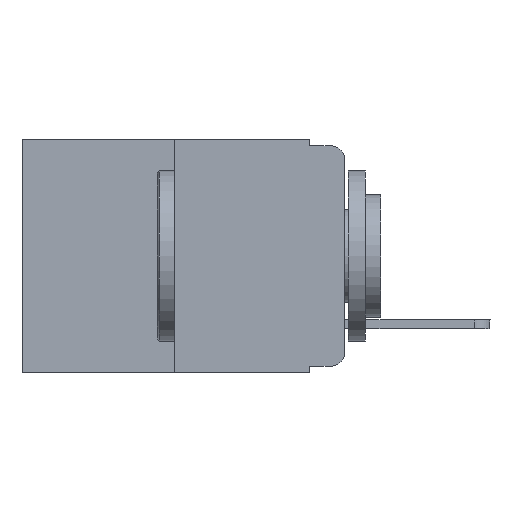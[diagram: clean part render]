
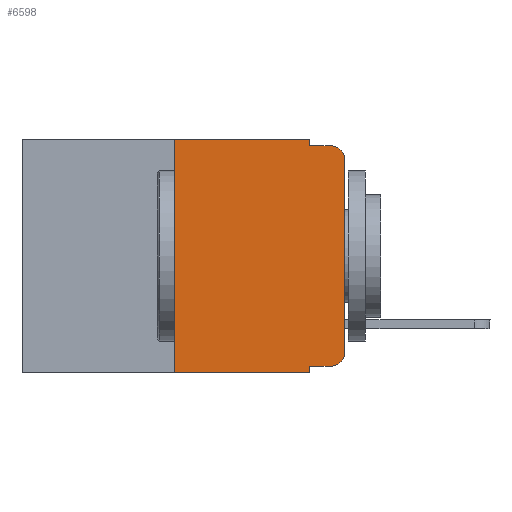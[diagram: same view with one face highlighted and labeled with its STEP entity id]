
A CAD part, left-side view. The second image highlights one B-rep face of the part: STEP entity #6598.
In plain terms, the highlighted planar face has unit normal (-1, 0, 0).
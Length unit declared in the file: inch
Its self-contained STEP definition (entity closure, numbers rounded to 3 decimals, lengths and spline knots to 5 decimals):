
#294 = EDGE_CURVE ( 'NONE', #724, #8306, #8561, .T. ) ;
#477 = CARTESIAN_POINT ( 'NONE',  ( 0., 0.051, 0. ) ) ;
#643 = EDGE_CURVE ( 'NONE', #961, #1796, #13844, .T. ) ;
#695 = DIRECTION ( 'NONE',  ( 0., 0., 1. ) ) ;
#724 = VERTEX_POINT ( 'NONE', #13538 ) ;
#961 = VERTEX_POINT ( 'NONE', #12273 ) ;
#998 = CARTESIAN_POINT ( 'NONE',  ( 0., 0.051, -0.343 ) ) ;
#1094 = VERTEX_POINT ( 'NONE', #9723 ) ;
#1253 = CIRCLE ( 'NONE', #12978, 0.02 ) ;
#1462 = VECTOR ( 'NONE', #10318, 39.37008 ) ;
#1561 = VERTEX_POINT ( 'NONE', #13133 ) ;
#1589 = EDGE_CURVE ( 'NONE', #3767, #1561, #8888, .T. ) ;
#1762 = EDGE_CURVE ( 'NONE', #961, #14862, #9796, .T. ) ;
#1796 = VERTEX_POINT ( 'NONE', #998 ) ;
#1854 = VECTOR ( 'NONE', #10836, 39.37008 ) ;
#2413 = CIRCLE ( 'NONE', #4141, 0.02 ) ;
#2549 = CARTESIAN_POINT ( 'NONE',  ( 0., 0.02, -0.03 ) ) ;
#2594 = VECTOR ( 'NONE', #695, 39.37008 ) ;
#3684 = DIRECTION ( 'NONE',  ( 0., 0., -1. ) ) ;
#3767 = VERTEX_POINT ( 'NONE', #5500 ) ;
#3881 = EDGE_CURVE ( 'NONE', #1561, #1094, #9047, .T. ) ;
#3940 = VERTEX_POINT ( 'NONE', #11791 ) ;
#4029 = AXIS2_PLACEMENT_3D ( 'NONE', #8209, #13837, #12680 ) ;
#4141 = AXIS2_PLACEMENT_3D ( 'NONE', #2549, #10652, #3684 ) ;
#4183 = CARTESIAN_POINT ( 'NONE',  ( 0., 0.25, 0. ) ) ;
#4344 = LINE ( 'NONE', #5619, #10523 ) ;
#4515 = ORIENTED_EDGE ( 'NONE', *, *, #294, .F. ) ;
#4923 = ORIENTED_EDGE ( 'NONE', *, *, #643, .F. ) ;
#4938 = CARTESIAN_POINT ( 'NONE',  ( 0., 0.02, -0.313 ) ) ;
#4990 = CARTESIAN_POINT ( 'NONE',  ( 0., 0.473, -0.343 ) ) ;
#5004 = EDGE_LOOP ( 'NONE', ( #14069, #9601, #9930, #14126, #14488, #4515, #10715, #4923, #8185, #5872 ) ) ;
#5284 = CARTESIAN_POINT ( 'NONE',  ( 0., 0.02, -0.333 ) ) ;
#5500 = CARTESIAN_POINT ( 'NONE',  ( 0., 0.051, 0. ) ) ;
#5556 = LINE ( 'NONE', #4990, #5917 ) ;
#5619 = CARTESIAN_POINT ( 'NONE',  ( 0., 0.473, 0. ) ) ;
#5718 = DIRECTION ( 'NONE',  ( 0., 0., 1. ) ) ;
#5872 = ORIENTED_EDGE ( 'NONE', *, *, #13855, .T. ) ;
#5917 = VECTOR ( 'NONE', #14316, 39.37008 ) ;
#6016 = EDGE_CURVE ( 'NONE', #6282, #3940, #13348, .T. ) ;
#6073 = DIRECTION ( 'NONE',  ( 0., 0., -1. ) ) ;
#6129 = CARTESIAN_POINT ( 'NONE',  ( 0., 0.051, 0. ) ) ;
#6282 = VERTEX_POINT ( 'NONE', #12130 ) ;
#6598 = ADVANCED_FACE ( 'NONE', ( #14279 ), #13989, .F. ) ;
#7690 = CARTESIAN_POINT ( 'NONE',  ( 0., 0.051, -0.333 ) ) ;
#7961 = EDGE_CURVE ( 'NONE', #3940, #1094, #2413, .T. ) ;
#8185 = ORIENTED_EDGE ( 'NONE', *, *, #1762, .T. ) ;
#8209 = CARTESIAN_POINT ( 'NONE',  ( 0., 0.473, 0. ) ) ;
#8306 = VERTEX_POINT ( 'NONE', #4183 ) ;
#8561 = LINE ( 'NONE', #10941, #2594 ) ;
#8888 = LINE ( 'NONE', #477, #1854 ) ;
#9047 = LINE ( 'NONE', #11449, #1462 ) ;
#9222 = EDGE_CURVE ( 'NONE', #8306, #3767, #4344, .T. ) ;
#9456 = VECTOR ( 'NONE', #6073, 39.37008 ) ;
#9601 = ORIENTED_EDGE ( 'NONE', *, *, #7961, .T. ) ;
#9723 = CARTESIAN_POINT ( 'NONE',  ( 0., 0.02, -0.01 ) ) ;
#9796 = LINE ( 'NONE', #7690, #13439 ) ;
#9930 = ORIENTED_EDGE ( 'NONE', *, *, #3881, .F. ) ;
#10140 = EDGE_CURVE ( 'NONE', #724, #1796, #5556, .T. ) ;
#10318 = DIRECTION ( 'NONE',  ( 0., -1., 0. ) ) ;
#10523 = VECTOR ( 'NONE', #13609, 39.37008 ) ;
#10652 = DIRECTION ( 'NONE',  ( -1., 0., 0. ) ) ;
#10715 = ORIENTED_EDGE ( 'NONE', *, *, #10140, .T. ) ;
#10836 = DIRECTION ( 'NONE',  ( 0., 0., -1. ) ) ;
#10941 = CARTESIAN_POINT ( 'NONE',  ( 0., 0.25, 0. ) ) ;
#11449 = CARTESIAN_POINT ( 'NONE',  ( 0., 0.051, -0.01 ) ) ;
#11791 = CARTESIAN_POINT ( 'NONE',  ( 0., 0., -0.03 ) ) ;
#12130 = CARTESIAN_POINT ( 'NONE',  ( 0., 0., -0.313 ) ) ;
#12147 = DIRECTION ( 'NONE',  ( 0., 0., -1. ) ) ;
#12273 = CARTESIAN_POINT ( 'NONE',  ( 0., 0.051, -0.333 ) ) ;
#12680 = DIRECTION ( 'NONE',  ( 0., 0., -1. ) ) ;
#12697 = CARTESIAN_POINT ( 'NONE',  ( 0., 0., 0. ) ) ;
#12978 = AXIS2_PLACEMENT_3D ( 'NONE', #4938, #14479, #12147 ) ;
#13133 = CARTESIAN_POINT ( 'NONE',  ( 0., 0.051, -0.01 ) ) ;
#13348 = LINE ( 'NONE', #12697, #14080 ) ;
#13439 = VECTOR ( 'NONE', #14485, 39.37008 ) ;
#13538 = CARTESIAN_POINT ( 'NONE',  ( 0., 0.25, -0.343 ) ) ;
#13609 = DIRECTION ( 'NONE',  ( 0., -1., 0. ) ) ;
#13837 = DIRECTION ( 'NONE',  ( 1., 0., 0. ) ) ;
#13844 = LINE ( 'NONE', #6129, #9456 ) ;
#13855 = EDGE_CURVE ( 'NONE', #14862, #6282, #1253, .T. ) ;
#13989 = PLANE ( 'NONE',  #4029 ) ;
#14069 = ORIENTED_EDGE ( 'NONE', *, *, #6016, .T. ) ;
#14080 = VECTOR ( 'NONE', #5718, 39.37008 ) ;
#14126 = ORIENTED_EDGE ( 'NONE', *, *, #1589, .F. ) ;
#14279 = FACE_OUTER_BOUND ( 'NONE', #5004, .T. ) ;
#14316 = DIRECTION ( 'NONE',  ( 0., -1., 0. ) ) ;
#14479 = DIRECTION ( 'NONE',  ( -1., 0., 0. ) ) ;
#14485 = DIRECTION ( 'NONE',  ( 0., -1., 0. ) ) ;
#14488 = ORIENTED_EDGE ( 'NONE', *, *, #9222, .F. ) ;
#14862 = VERTEX_POINT ( 'NONE', #5284 ) ;
